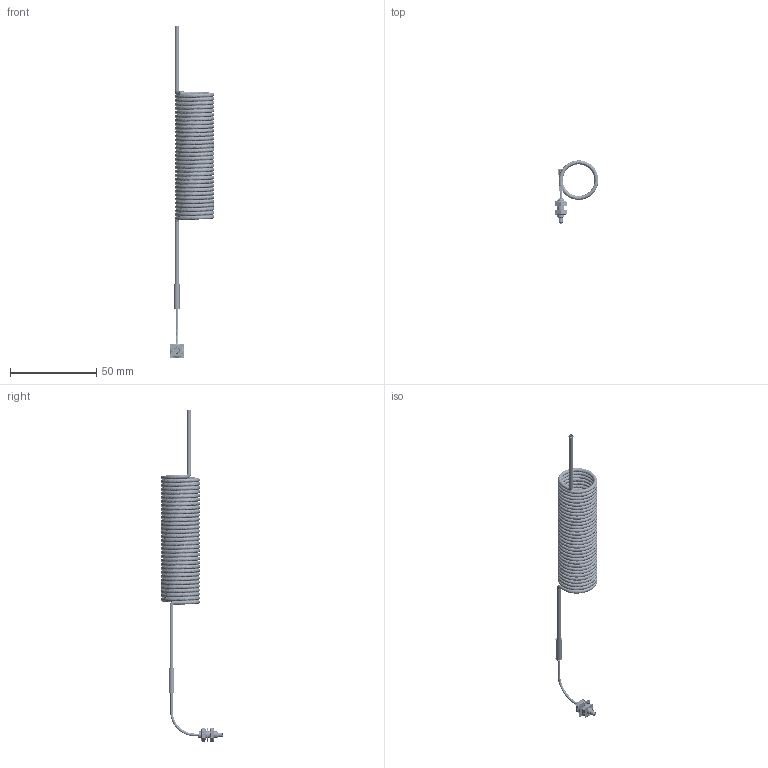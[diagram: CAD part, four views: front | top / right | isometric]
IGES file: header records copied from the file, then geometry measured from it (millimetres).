
Start section:  PTC IGES file: 191572.igs
Global section: file name: 191572.igs; native system: Creo Parametric by Parametric Technology Corporation; preprocessor: 2013230; author: pdmadmin; organization: Unknown; date: 20160216.153921; units: millimetre
Bounding box: 25.92 x 36.47 x 192.87 mm (x, y, z)
Volume: 7006.4 mm3; surface area: 99799.3 mm2
Topology: 8 solids, 10 shells, 478 faces, 2406 edges, 3048 vertices
Faces by surface type: revolution 278, bspline 200
